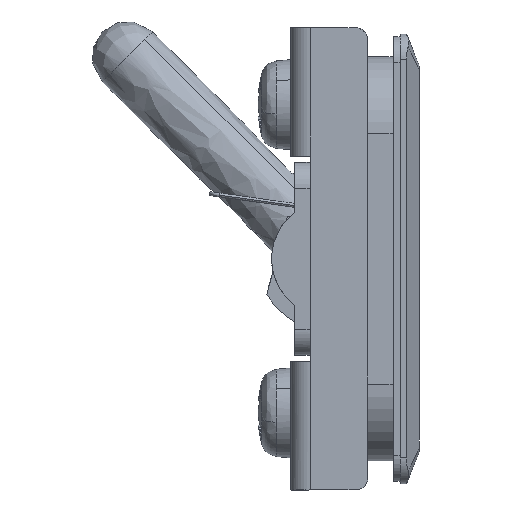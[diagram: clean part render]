
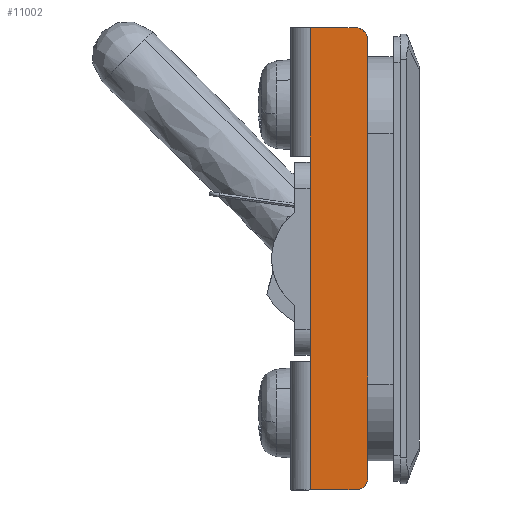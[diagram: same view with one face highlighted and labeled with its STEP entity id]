
A CAD part, left-side view. The second image highlights one B-rep face of the part: STEP entity #11002.
In plain terms, the highlighted free-form (B-spline) face has degree [1, 1] with [2, 2] control points.
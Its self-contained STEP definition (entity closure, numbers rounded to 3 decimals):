
#10327=CARTESIAN_POINT('',(-7.75,8.5,-8.));
#10328=VERTEX_POINT('',#10327);
#10349=CARTESIAN_POINT('',(-7.75,8.5,-18.));
#10350=VERTEX_POINT('',#10349);
#10364=CARTESIAN_POINT('',(-7.75,8.5,-18.));
#10365=CARTESIAN_POINT('',(-7.75,8.5,-8.));
#10366=QUASI_UNIFORM_CURVE('',1,(#10364,#10365),.UNSPECIFIED.,.F.,.U.);
#10367=EDGE_CURVE('',#10350,#10328,#10366,.T.);
#10529=CARTESIAN_POINT('',(-7.75,4.,17.));
#10530=VERTEX_POINT('',#10529);
#10531=CARTESIAN_POINT('',(-7.75,5.,18.));
#10532=VERTEX_POINT('',#10531);
#10533=CARTESIAN_POINT('',(-7.75,4.,17.));
#10534=CARTESIAN_POINT('',(-7.75,4.,18.));
#10535=CARTESIAN_POINT('',(-7.75,5.,18.));
#10543=(BOUNDED_CURVE()B_SPLINE_CURVE(2,(#10533,#10534,#10535),.UNSPECIFIED.,.F.,.U.)CURVE()GEOMETRIC_REPRESENTATION_ITEM()QUASI_UNIFORM_CURVE()RATIONAL_B_SPLINE_CURVE((1.0,0.707,1.0))REPRESENTATION_ITEM(''));
#10544=EDGE_CURVE('',#10530,#10532,#10543,.T.);
#10668=CARTESIAN_POINT('',(-7.75,5.,-18.));
#10669=VERTEX_POINT('',#10668);
#10670=CARTESIAN_POINT('',(-7.75,4.,-17.));
#10671=VERTEX_POINT('',#10670);
#10672=CARTESIAN_POINT('',(-7.75,5.,-18.));
#10673=CARTESIAN_POINT('',(-7.75,4.,-18.));
#10674=CARTESIAN_POINT('',(-7.75,4.,-17.));
#10682=(BOUNDED_CURVE()B_SPLINE_CURVE(2,(#10672,#10673,#10674),.UNSPECIFIED.,.F.,.U.)CURVE()GEOMETRIC_REPRESENTATION_ITEM()QUASI_UNIFORM_CURVE()RATIONAL_B_SPLINE_CURVE((1.0,0.707,1.0))REPRESENTATION_ITEM(''));
#10683=EDGE_CURVE('',#10669,#10671,#10682,.T.);
#10781=CARTESIAN_POINT('',(-7.75,8.5,8.));
#10782=VERTEX_POINT('',#10781);
#10817=CARTESIAN_POINT('',(-7.75,8.5,-8.));
#10818=CARTESIAN_POINT('',(-7.75,8.5,8.));
#10819=QUASI_UNIFORM_CURVE('',1,(#10817,#10818),.UNSPECIFIED.,.F.,.U.);
#10820=EDGE_CURVE('',#10328,#10782,#10819,.T.);
#10867=CARTESIAN_POINT('',(-7.75,8.5,18.));
#10868=VERTEX_POINT('',#10867);
#10882=CARTESIAN_POINT('',(-7.75,8.5,18.));
#10883=CARTESIAN_POINT('',(-7.75,5.,18.));
#10884=QUASI_UNIFORM_CURVE('',1,(#10882,#10883),.UNSPECIFIED.,.F.,.U.);
#10885=EDGE_CURVE('',#10868,#10532,#10884,.T.);
#10908=CARTESIAN_POINT('',(-7.75,8.5,-18.));
#10909=CARTESIAN_POINT('',(-7.75,5.,-18.));
#10910=QUASI_UNIFORM_CURVE('',1,(#10908,#10909),.UNSPECIFIED.,.F.,.U.);
#10911=EDGE_CURVE('',#10350,#10669,#10910,.T.);
#10972=CARTESIAN_POINT('',(-7.75,4.,-17.));
#10973=CARTESIAN_POINT('',(-7.75,4.,17.));
#10974=QUASI_UNIFORM_CURVE('',1,(#10972,#10973),.UNSPECIFIED.,.F.,.U.);
#10975=EDGE_CURVE('',#10671,#10530,#10974,.T.);
#10983=CARTESIAN_POINT('',(-7.75,8.725,-19.798));
#10984=CARTESIAN_POINT('',(-7.75,3.775,-19.798));
#10985=CARTESIAN_POINT('',(-7.75,8.725,19.798));
#10986=CARTESIAN_POINT('',(-7.75,3.775,19.798));
#10987=B_SPLINE_SURFACE_WITH_KNOTS('',1,1,((#10983,#10985),(#10984,#10986)),.UNSPECIFIED.,.F.,.F.,.U.,(2,2),(2,2),(0.0,4.95),(0.0,39.596),.UNSPECIFIED.);
#10988=ORIENTED_EDGE('',*,*,#10911,.T.);
#10989=ORIENTED_EDGE('',*,*,#10683,.T.);
#10990=ORIENTED_EDGE('',*,*,#10975,.T.);
#10991=ORIENTED_EDGE('',*,*,#10544,.T.);
#10992=ORIENTED_EDGE('',*,*,#10885,.F.);
#10993=CARTESIAN_POINT('',(-7.75,8.5,8.));
#10994=CARTESIAN_POINT('',(-7.75,8.5,18.));
#10995=QUASI_UNIFORM_CURVE('',1,(#10993,#10994),.UNSPECIFIED.,.F.,.U.);
#10996=EDGE_CURVE('',#10782,#10868,#10995,.T.);
#10997=ORIENTED_EDGE('',*,*,#10996,.F.);
#10998=ORIENTED_EDGE('',*,*,#10820,.F.);
#10999=ORIENTED_EDGE('',*,*,#10367,.F.);
#11000=EDGE_LOOP('',(#10988,#10989,#10990,#10991,#10992,#10997,#10998,#10999));
#11001=FACE_OUTER_BOUND('',#11000,.T.);
#11002=ADVANCED_FACE('',(#11001),#10987,.T.);
